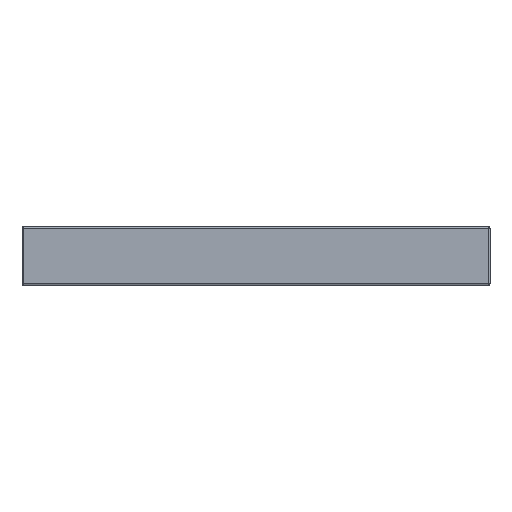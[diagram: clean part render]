
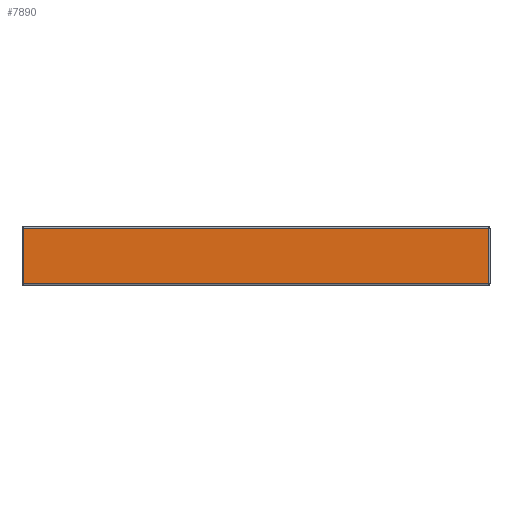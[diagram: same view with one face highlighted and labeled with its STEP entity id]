
A CAD part, left-side view. The second image highlights one B-rep face of the part: STEP entity #7890.
In plain terms, the highlighted planar face has unit normal (-1, 0, 0).
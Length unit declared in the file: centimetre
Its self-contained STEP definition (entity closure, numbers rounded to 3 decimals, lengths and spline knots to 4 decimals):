
#90=PLANE('',#8585);
#274=LINE('',#12978,#735);
#296=LINE('',#13118,#757);
#299=LINE('',#13198,#760);
#300=LINE('',#13199,#761);
#735=VECTOR('',#9936,1.);
#757=VECTOR('',#10042,1.);
#760=VECTOR('',#10077,1.);
#761=VECTOR('',#10078,1.);
#1594=FACE_OUTER_BOUND('',#2151,.T.);
#2151=EDGE_LOOP('',(#5632,#5633,#5634,#5635));
#3454=VERTEX_POINT('',#12971);
#3457=VERTEX_POINT('',#12976);
#3501=VERTEX_POINT('',#13117);
#3510=VERTEX_POINT('',#13197);
#4205=EDGE_CURVE('',#3457,#3454,#274,.T.);
#4261=EDGE_CURVE('',#3454,#3501,#296,.T.);
#4278=EDGE_CURVE('',#3510,#3457,#299,.T.);
#4279=EDGE_CURVE('',#3501,#3510,#300,.T.);
#5632=ORIENTED_EDGE('',*,*,#4205,.F.);
#5633=ORIENTED_EDGE('',*,*,#4278,.F.);
#5634=ORIENTED_EDGE('',*,*,#4279,.F.);
#5635=ORIENTED_EDGE('',*,*,#4261,.F.);
#7890=ADVANCED_FACE('',(#1594),#90,.T.);
#8585=AXIS2_PLACEMENT_3D('',#13196,#10075,#10076);
#9936=DIRECTION('',(0.,1.,0.));
#10042=DIRECTION('',(0.,0.,1.));
#10075=DIRECTION('center_axis',(-1.,0.,0.));
#10076=DIRECTION('ref_axis',(0.,0.,1.));
#10077=DIRECTION('',(0.,0.,-1.));
#10078=DIRECTION('',(0.,-1.,0.));
#12971=CARTESIAN_POINT('',(-0.3,16.45,0.01));
#12976=CARTESIAN_POINT('',(-0.3,-0.25,0.01));
#12978=CARTESIAN_POINT('',(-0.3,8.1,0.01));
#13117=CARTESIAN_POINT('',(-0.3,16.45,2.01));
#13118=CARTESIAN_POINT('',(-0.3,16.45,1.02));
#13196=CARTESIAN_POINT('Origin',(-0.3,8.1,1.));
#13197=CARTESIAN_POINT('',(-0.3,-0.25,2.01));
#13198=CARTESIAN_POINT('',(-0.3,-0.25,1.02));
#13199=CARTESIAN_POINT('',(-0.3,8.1,2.01));
